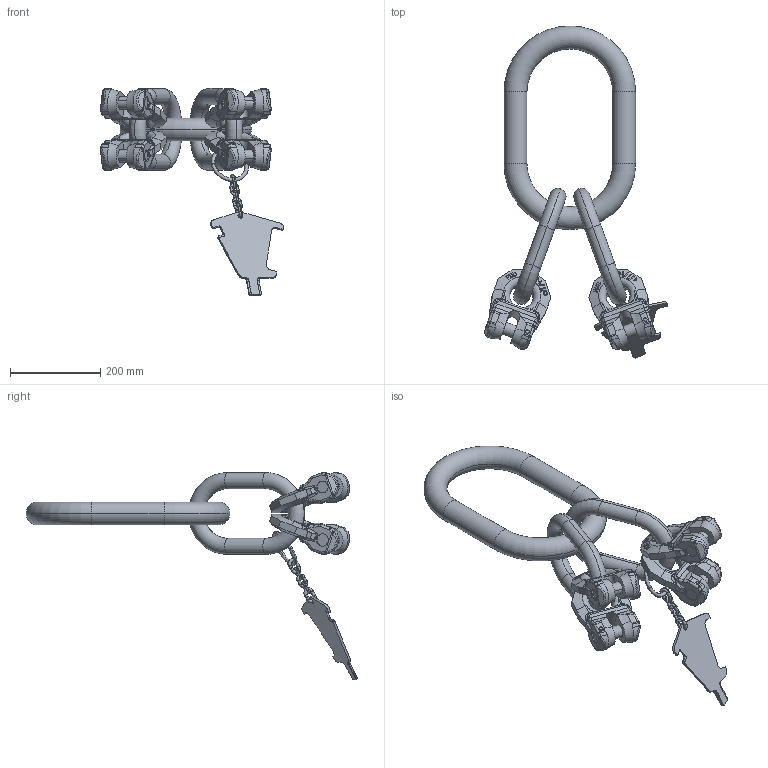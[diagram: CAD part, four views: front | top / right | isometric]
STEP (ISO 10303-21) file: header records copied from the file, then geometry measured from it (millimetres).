
FILE_DESCRIPTION((''),'2;1');
FILE_NAME('001-M31198-P-7_ASM','2014-10-14T',('Andreas.Wendler'),(''),'PRO/ENGINEER BY PARAMETRIC TECHNOLOGY CORPORATION, 2010140','PRO/ENGINEER BY PARAMETRIC TECHNOLOGY CORPORATION, 2010140','');
FILE_SCHEMA(('CONFIG_CONTROL_DESIGN'));
Length unit declared in the file: millimetre
Products named in the file (21): 001-M31198-P-6; 001-M34472-P-7; 001-M31128-V04_AF0; 001-M31561-P-1_AF1; 001-M31129-P-2_AF0; 001-M31182-001_AF2; 001-M31182-001_AF1; 001-M31182-001_AF0; 001-M31182-003_AF0_ASM; 001-M31129-P-2_AF1; 001-M31561-P-1_AF0_ASM; 001-M31494-P-1; 001-M31315-P-7_AF0_ASM; 001-M31128-V04; 001-M31561-P-1; 001-M31129-P-2; 001-M31182-001; 001-M31182-003_ASM; 001-M31561-P-1_ASM; 001-M31315-P-7_ASM; 001-M31198-P-7_ASM
Assembly tree (27 placements, depth 5):
  001-M31198-P-7_ASM
    001-M31198-P-6
    001-M31315-P-7_AF0_ASM
      001-M34472-P-7
      001-M31128-V04_AF0
      001-M31561-P-1_AF0_ASM
        001-M31561-P-1_AF1
        001-M31129-P-2_AF0
        001-M31182-003_AF0_ASM
          001-M31182-001_AF2
          001-M31182-001_AF1
          001-M31182-001_AF0
        001-M31129-P-2_AF1
      001-M31494-P-1  x2
    001-M31315-P-7_ASM
      001-M34472-P-7
      001-M31128-V04
      001-M31561-P-1_ASM
        001-M31561-P-1
        001-M31129-P-2  x2
        001-M31182-003_ASM
          001-M31182-001  x3
      001-M31494-P-1  x2
Bounding box: 407.18 x 736.2 x 459.44 mm (x, y, z)
Volume: 5727860.6 mm3; surface area: 600160.9 mm2
Topology: 14 solids, 14 shells, 2029 faces, 5343 edges, 3384 vertices
Faces by surface type: plane 1210, cylinder 363, bspline 248, torus 92, cone 84, sphere 32
Entity records: 21519 total; most frequent: CARTESIAN_POINT 8133, ORIENTED_EDGE 3016, DIRECTION 2313, EDGE_CURVE 1508, VERTEX_POINT 954, AXIS2_PLACEMENT_3D 879, B_SPLINE_CURVE_WITH_KNOTS 658, EDGE_LOOP 594
